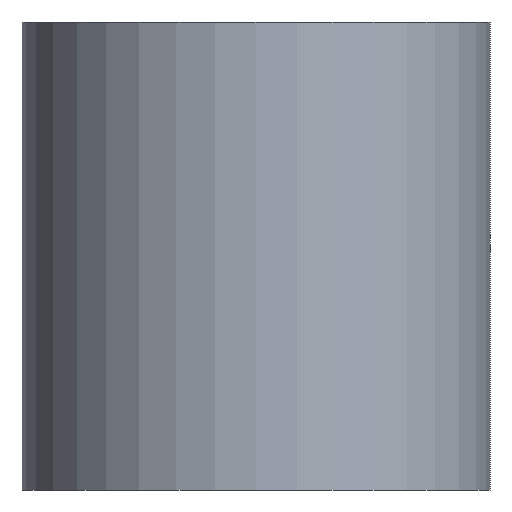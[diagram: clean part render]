
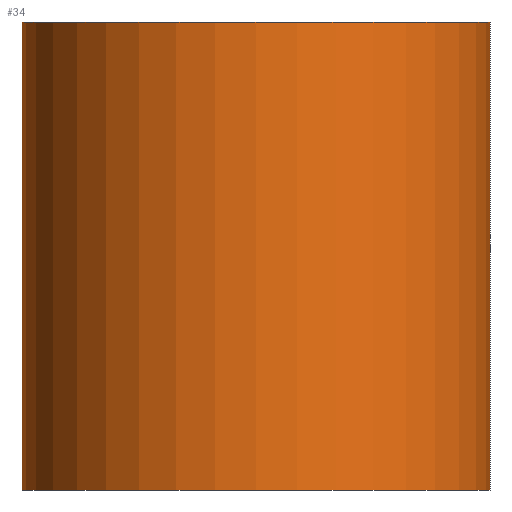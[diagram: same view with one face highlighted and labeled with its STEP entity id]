
A CAD part, front view. The second image highlights one B-rep face of the part: STEP entity #34.
In plain terms, the highlighted cylindrical face has radius 12.7 mm (diameter 25.4 mm), a partial arc.
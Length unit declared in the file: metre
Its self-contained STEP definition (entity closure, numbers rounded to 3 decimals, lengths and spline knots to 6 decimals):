
#34 = ADVANCED_FACE( '', ( #62 ), #63, .T. );
#62 = FACE_OUTER_BOUND( '', #81, .T. );
#63 = CYLINDRICAL_SURFACE( '', #82, 0.0127 );
#81 = EDGE_LOOP( '', ( #105, #106, #107, #108 ) );
#82 = AXIS2_PLACEMENT_3D( '', #109, #110, #111 );
#105 = ORIENTED_EDGE( '', *, *, #117, .F. );
#106 = ORIENTED_EDGE( '', *, *, #120, .T. );
#107 = ORIENTED_EDGE( '', *, *, #118, .T. );
#108 = ORIENTED_EDGE( '', *, *, #113, .T. );
#109 = CARTESIAN_POINT( '', ( 0., 0., -0.0127 ) );
#110 = DIRECTION( '', ( 0., 0., -1. ) );
#111 = DIRECTION( '', ( 1., 0., 0. ) );
#113 = EDGE_CURVE( '', #123, #124, #125, .T. );
#117 = EDGE_CURVE( '', #129, #124, #131, .T. );
#118 = EDGE_CURVE( '', #128, #123, #132, .T. );
#120 = EDGE_CURVE( '', #129, #128, #134, .T. );
#123 = VERTEX_POINT( '', #137 );
#124 = VERTEX_POINT( '', #138 );
#125 = CIRCLE( '', #139, 0.0127 );
#128 = VERTEX_POINT( '', #142 );
#129 = VERTEX_POINT( '', #143 );
#131 = LINE( '', #145, #146 );
#132 = LINE( '', #147, #148 );
#134 = CIRCLE( '', #150, 0.0127 );
#137 = CARTESIAN_POINT( '', ( 0.0127, 0., 0.0127 ) );
#138 = CARTESIAN_POINT( '', ( -0.0127, 0., 0.0127 ) );
#139 = AXIS2_PLACEMENT_3D( '', #152, #153, #154 );
#142 = CARTESIAN_POINT( '', ( 0.0127, 0., -0.0127 ) );
#143 = CARTESIAN_POINT( '', ( -0.0127, 0., -0.0127 ) );
#145 = CARTESIAN_POINT( '', ( -0.0127, 0., -0.0127 ) );
#146 = VECTOR( '', #161, 1. );
#147 = CARTESIAN_POINT( '', ( 0.0127, 0., -0.0127 ) );
#148 = VECTOR( '', #162, 1. );
#150 = AXIS2_PLACEMENT_3D( '', #163, #164, #165 );
#152 = CARTESIAN_POINT( '', ( 0., 0., 0.0127 ) );
#153 = DIRECTION( '', ( 0., 0., -1. ) );
#154 = DIRECTION( '', ( 1., 0., 0. ) );
#161 = DIRECTION( '', ( 0., 0., 1. ) );
#162 = DIRECTION( '', ( 0., 0., 1. ) );
#163 = CARTESIAN_POINT( '', ( 0., 0., -0.0127 ) );
#164 = DIRECTION( '', ( 0., 0., 1. ) );
#165 = DIRECTION( '', ( 1., 0., 0. ) );
